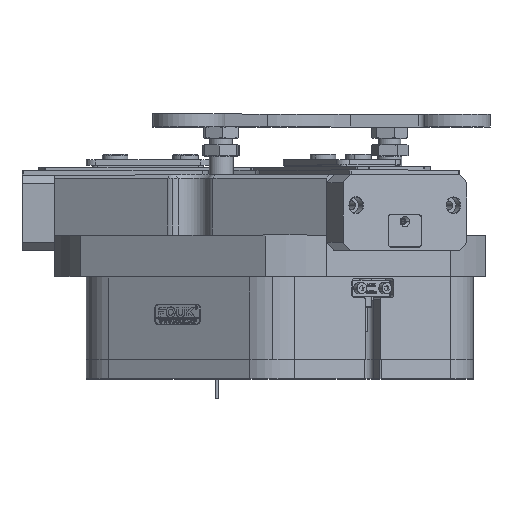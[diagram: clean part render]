
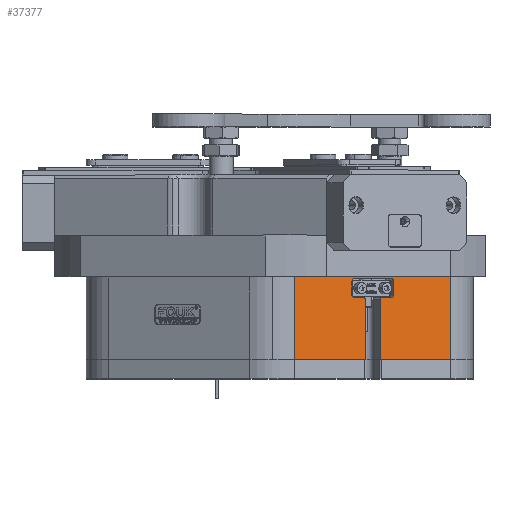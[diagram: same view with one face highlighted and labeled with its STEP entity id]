
A CAD part, top view. The second image highlights one B-rep face of the part: STEP entity #37377.
In plain terms, the highlighted planar face has unit normal (0.5, 0, 0.866).
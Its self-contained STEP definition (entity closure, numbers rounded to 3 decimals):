
#55 = LINE ( 'NONE', #59969, #64338 ) ;
#653 = VERTEX_POINT ( 'NONE', #71824 ) ;
#715 = ORIENTED_EDGE ( 'NONE', *, *, #67910, .F. ) ;
#804 = CARTESIAN_POINT ( 'NONE',  ( 46.51, 637.01, 110.557 ) ) ;
#1188 = EDGE_CURVE ( 'NONE', #30945, #39095, #57653, .T. ) ;
#1473 = ORIENTED_EDGE ( 'NONE', *, *, #70477, .F. ) ;
#1681 = CARTESIAN_POINT ( 'NONE',  ( 46.51, 40.5, 110.557 ) ) ;
#2155 = VECTOR ( 'NONE', #61986, 1000. ) ;
#2950 = CARTESIAN_POINT ( 'NONE',  ( 46.51, 48.5, 110.557 ) ) ;
#4419 = VERTEX_POINT ( 'NONE', #42461 ) ;
#4527 = CARTESIAN_POINT ( 'NONE',  ( 11., 637.01, 131.059 ) ) ;
#4629 = VERTEX_POINT ( 'NONE', #23713 ) ;
#4738 = LINE ( 'NONE', #804, #2155 ) ;
#5986 = DIRECTION ( 'NONE',  ( 0.5, 0., 0.866 ) ) ;
#6151 = DIRECTION ( 'NONE',  ( 0., -1., 0. ) ) ;
#8364 = VERTEX_POINT ( 'NONE', #68592 ) ;
#8547 = VECTOR ( 'NONE', #60781, 1000. ) ;
#8890 = EDGE_CURVE ( 'NONE', #653, #8364, #26588, .T. ) ;
#8939 = VECTOR ( 'NONE', #32256, 1000. ) ;
#8949 = ORIENTED_EDGE ( 'NONE', *, *, #61430, .F. ) ;
#9893 = ORIENTED_EDGE ( 'NONE', *, *, #58363, .F. ) ;
#10252 = CARTESIAN_POINT ( 'NONE',  ( 238., 38.5, 0. ) ) ;
#10946 = EDGE_CURVE ( 'NONE', #44883, #35240, #53287, .T. ) ;
#12150 = CARTESIAN_POINT ( 'NONE',  ( 54.737, 51.8, 105.807 ) ) ;
#12459 = CARTESIAN_POINT ( 'NONE',  ( 54.737, 637.01, 105.807 ) ) ;
#12997 = AXIS2_PLACEMENT_3D ( 'NONE', #66692, #5986, #44924 ) ;
#14660 = PLANE ( 'NONE',  #68227 ) ;
#15119 = EDGE_CURVE ( 'NONE', #35240, #8364, #20665, .T. ) ;
#15610 = DIRECTION ( 'NONE',  ( 0.866, 0., -0.5 ) ) ;
#16596 = VERTEX_POINT ( 'NONE', #49769 ) ;
#17567 = CARTESIAN_POINT ( 'NONE',  ( 108., 637.01, 75.056 ) ) ;
#18115 = DIRECTION ( 'NONE',  ( 0.5, 0., 0.866 ) ) ;
#19006 = ORIENTED_EDGE ( 'NONE', *, *, #19414, .F. ) ;
#19414 = EDGE_CURVE ( 'NONE', #44247, #44883, #4738, .T. ) ;
#19449 = VERTEX_POINT ( 'NONE', #24579 ) ;
#19459 = LINE ( 'NONE', #4527, #22024 ) ;
#19828 = CARTESIAN_POINT ( 'NONE',  ( 48.242, 48.5, 109.557 ) ) ;
#20665 = LINE ( 'NONE', #10252, #8547 ) ;
#20744 = CARTESIAN_POINT ( 'NONE',  ( 238., 0., 0. ) ) ;
#21836 = ORIENTED_EDGE ( 'NONE', *, *, #32857, .F. ) ;
#22024 = VECTOR ( 'NONE', #53597, 1000. ) ;
#22471 = CARTESIAN_POINT ( 'NONE',  ( 70.758, 48.5, 96.557 ) ) ;
#22553 = VERTEX_POINT ( 'NONE', #58204 ) ;
#22718 = DIRECTION ( 'NONE',  ( 0.5, 0., 0.866 ) ) ;
#23239 = CARTESIAN_POINT ( 'NONE',  ( 53.871, 37.5, 106.307 ) ) ;
#23572 = ORIENTED_EDGE ( 'NONE', *, *, #10946, .F. ) ;
#23713 = CARTESIAN_POINT ( 'NONE',  ( 72.49, 40.5, 95.557 ) ) ;
#24240 = ORIENTED_EDGE ( 'NONE', *, *, #8890, .T. ) ;
#24579 = CARTESIAN_POINT ( 'NONE',  ( 108., 51.8, 75.056 ) ) ;
#25106 = LINE ( 'NONE', #12459, #41708 ) ;
#25849 = DIRECTION ( 'NONE',  ( -0.866, 0., 0.5 ) ) ;
#26218 = VECTOR ( 'NONE', #25849, 1000. ) ;
#26588 = CIRCLE ( 'NONE', #50671, 1. ) ;
#26637 = CARTESIAN_POINT ( 'NONE',  ( 238., 38.5, 0. ) ) ;
#27852 = CARTESIAN_POINT ( 'NONE',  ( 48.242, 38.5, 109.557 ) ) ;
#28120 = CARTESIAN_POINT ( 'NONE',  ( 238., 0., 0. ) ) ;
#28547 = DIRECTION ( 'NONE',  ( 0.866, 0., -0.5 ) ) ;
#28844 = DIRECTION ( 'NONE',  ( 0.5, 0., 0.866 ) ) ;
#29651 = ORIENTED_EDGE ( 'NONE', *, *, #61957, .T. ) ;
#30945 = VERTEX_POINT ( 'NONE', #34485 ) ;
#31271 = DIRECTION ( 'NONE',  ( 0.5, 0., 0.866 ) ) ;
#31386 = CIRCLE ( 'NONE', #71184, 2. ) ;
#31978 = DIRECTION ( 'NONE',  ( 0.866, 0., -0.5 ) ) ;
#32256 = DIRECTION ( 'NONE',  ( 0.866, 0., -0.5 ) ) ;
#32805 = EDGE_CURVE ( 'NONE', #30945, #50383, #49473, .T. ) ;
#32857 = EDGE_CURVE ( 'NONE', #39095, #4629, #31386, .T. ) ;
#33479 = DIRECTION ( 'NONE',  ( -0.866, 0., 0.5 ) ) ;
#33599 = ORIENTED_EDGE ( 'NONE', *, *, #37955, .F. ) ;
#34028 = FACE_OUTER_BOUND ( 'NONE', #45027, .T. ) ;
#34485 = CARTESIAN_POINT ( 'NONE',  ( 65.129, 38.5, 99.807 ) ) ;
#34872 = LINE ( 'NONE', #35211, #69581 ) ;
#35211 = CARTESIAN_POINT ( 'NONE',  ( 72.49, 637.01, 95.557 ) ) ;
#35240 = VERTEX_POINT ( 'NONE', #27852 ) ;
#36290 = CARTESIAN_POINT ( 'NONE',  ( 64.263, 637.01, 100.307 ) ) ;
#37377 = ADVANCED_FACE ( 'NONE', ( #34028 ), #14660, .T. ) ;
#37779 = ORIENTED_EDGE ( 'NONE', *, *, #15119, .F. ) ;
#37898 = ORIENTED_EDGE ( 'NONE', *, *, #47822, .T. ) ;
#37955 = EDGE_CURVE ( 'NONE', #4419, #22553, #55, .T. ) ;
#38189 = ORIENTED_EDGE ( 'NONE', *, *, #54144, .F. ) ;
#38689 = VECTOR ( 'NONE', #70449, 1000. ) ;
#39095 = VERTEX_POINT ( 'NONE', #61088 ) ;
#39172 = VECTOR ( 'NONE', #33479, 1000. ) ;
#41214 = VERTEX_POINT ( 'NONE', #51089 ) ;
#41708 = VECTOR ( 'NONE', #6151, 1000. ) ;
#42461 = CARTESIAN_POINT ( 'NONE',  ( 70.758, 50.5, 96.557 ) ) ;
#43504 = AXIS2_PLACEMENT_3D ( 'NONE', #19828, #31271, #53844 ) ;
#44247 = VERTEX_POINT ( 'NONE', #2950 ) ;
#44883 = VERTEX_POINT ( 'NONE', #1681 ) ;
#44924 = DIRECTION ( 'NONE',  ( 0.866, 0., -0.5 ) ) ;
#45027 = EDGE_LOOP ( 'NONE', ( #29651, #1473, #37898, #38189, #64580, #24240, #37779, #23572, #19006, #52510, #33599, #715, #58102, #21836, #66050, #54553, #9893, #8949 ) ) ;
#45148 = DIRECTION ( 'NONE',  ( 0.866, 0., -0.5 ) ) ;
#47687 = CARTESIAN_POINT ( 'NONE',  ( 54.737, 0., 105.807 ) ) ;
#47822 = EDGE_CURVE ( 'NONE', #16596, #41214, #19459, .T. ) ;
#47988 = LINE ( 'NONE', #20744, #26218 ) ;
#48321 = VERTEX_POINT ( 'NONE', #65109 ) ;
#49473 = CIRCLE ( 'NONE', #12997, 1. ) ;
#49769 = CARTESIAN_POINT ( 'NONE',  ( 11., 51.8, 131.059 ) ) ;
#49877 = CARTESIAN_POINT ( 'NONE',  ( 72.49, 48.5, 95.557 ) ) ;
#50383 = VERTEX_POINT ( 'NONE', #68637 ) ;
#50671 = AXIS2_PLACEMENT_3D ( 'NONE', #23239, #28844, #45148 ) ;
#51089 = CARTESIAN_POINT ( 'NONE',  ( 11., 0., 131.059 ) ) ;
#52510 = ORIENTED_EDGE ( 'NONE', *, *, #67791, .F. ) ;
#53091 = VERTEX_POINT ( 'NONE', #61735 ) ;
#53287 = CIRCLE ( 'NONE', #64636, 2. ) ;
#53576 = DIRECTION ( 'NONE',  ( 0.5, 0., 0.866 ) ) ;
#53597 = DIRECTION ( 'NONE',  ( 0., -1., 0. ) ) ;
#53844 = DIRECTION ( 'NONE',  ( 0.866, 0., -0.5 ) ) ;
#53904 = LINE ( 'NONE', #28120, #39172 ) ;
#54144 = EDGE_CURVE ( 'NONE', #62806, #41214, #47988, .T. ) ;
#54323 = LINE ( 'NONE', #12150, #62110 ) ;
#54553 = ORIENTED_EDGE ( 'NONE', *, *, #32805, .T. ) ;
#55491 = CIRCLE ( 'NONE', #43504, 2. ) ;
#55770 = EDGE_CURVE ( 'NONE', #4629, #65102, #34872, .T. ) ;
#56404 = LINE ( 'NONE', #17567, #71171 ) ;
#56748 = CARTESIAN_POINT ( 'NONE',  ( 70.758, 40.5, 96.557 ) ) ;
#57243 = DIRECTION ( 'NONE',  ( 0., 1., 0. ) ) ;
#57653 = LINE ( 'NONE', #26637, #8939 ) ;
#58102 = ORIENTED_EDGE ( 'NONE', *, *, #55770, .F. ) ;
#58204 = CARTESIAN_POINT ( 'NONE',  ( 48.242, 50.5, 109.557 ) ) ;
#58363 = EDGE_CURVE ( 'NONE', #48321, #50383, #65478, .T. ) ;
#59377 = CARTESIAN_POINT ( 'NONE',  ( 48.242, 40.5, 109.557 ) ) ;
#59969 = CARTESIAN_POINT ( 'NONE',  ( 238., 50.5, 0. ) ) ;
#60781 = DIRECTION ( 'NONE',  ( 0.866, 0., -0.5 ) ) ;
#61088 = CARTESIAN_POINT ( 'NONE',  ( 70.758, 38.5, 96.557 ) ) ;
#61159 = DIRECTION ( 'NONE',  ( -0.866, 0., 0.5 ) ) ;
#61430 = EDGE_CURVE ( 'NONE', #53091, #48321, #53904, .T. ) ;
#61735 = CARTESIAN_POINT ( 'NONE',  ( 108., 0., 75.056 ) ) ;
#61957 = EDGE_CURVE ( 'NONE', #53091, #19449, #56404, .T. ) ;
#61986 = DIRECTION ( 'NONE',  ( 0., -1., 0. ) ) ;
#62060 = EDGE_CURVE ( 'NONE', #653, #62806, #25106, .T. ) ;
#62110 = VECTOR ( 'NONE', #68481, 1000. ) ;
#62465 = DIRECTION ( 'NONE',  ( 0., 1., 0. ) ) ;
#62806 = VERTEX_POINT ( 'NONE', #47687 ) ;
#64338 = VECTOR ( 'NONE', #61159, 1000. ) ;
#64580 = ORIENTED_EDGE ( 'NONE', *, *, #62060, .F. ) ;
#64636 = AXIS2_PLACEMENT_3D ( 'NONE', #59377, #53576, #31978 ) ;
#65001 = CIRCLE ( 'NONE', #67150, 2. ) ;
#65102 = VERTEX_POINT ( 'NONE', #49877 ) ;
#65109 = CARTESIAN_POINT ( 'NONE',  ( 64.263, 0., 100.307 ) ) ;
#65478 = LINE ( 'NONE', #36290, #38689 ) ;
#66050 = ORIENTED_EDGE ( 'NONE', *, *, #1188, .F. ) ;
#66579 = DIRECTION ( 'NONE',  ( 0.5, 0., 0.866 ) ) ;
#66692 = CARTESIAN_POINT ( 'NONE',  ( 65.129, 37.5, 99.807 ) ) ;
#67150 = AXIS2_PLACEMENT_3D ( 'NONE', #22471, #22718, #28547 ) ;
#67791 = EDGE_CURVE ( 'NONE', #22553, #44247, #55491, .T. ) ;
#67910 = EDGE_CURVE ( 'NONE', #65102, #4419, #65001, .T. ) ;
#68153 = DIRECTION ( 'NONE',  ( 0.866, 0., -0.5 ) ) ;
#68227 = AXIS2_PLACEMENT_3D ( 'NONE', #71466, #66579, #15610 ) ;
#68481 = DIRECTION ( 'NONE',  ( 0.866, 0., -0.5 ) ) ;
#68592 = CARTESIAN_POINT ( 'NONE',  ( 53.871, 38.5, 106.307 ) ) ;
#68637 = CARTESIAN_POINT ( 'NONE',  ( 64.263, 37.5, 100.307 ) ) ;
#69581 = VECTOR ( 'NONE', #57243, 1000. ) ;
#70449 = DIRECTION ( 'NONE',  ( 0., 1., 0. ) ) ;
#70477 = EDGE_CURVE ( 'NONE', #16596, #19449, #54323, .T. ) ;
#71171 = VECTOR ( 'NONE', #62465, 1000. ) ;
#71184 = AXIS2_PLACEMENT_3D ( 'NONE', #56748, #18115, #68153 ) ;
#71466 = CARTESIAN_POINT ( 'NONE',  ( 238., 637.01, 0. ) ) ;
#71824 = CARTESIAN_POINT ( 'NONE',  ( 54.737, 37.5, 105.807 ) ) ;
